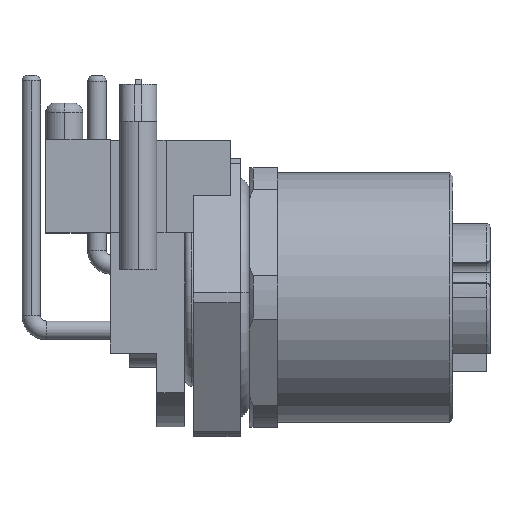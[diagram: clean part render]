
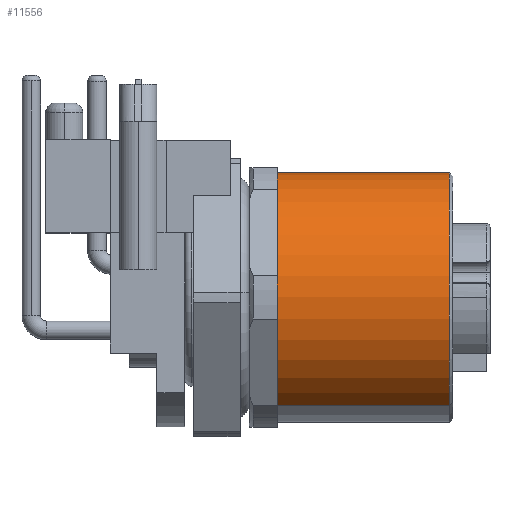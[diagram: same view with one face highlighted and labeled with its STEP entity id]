
A CAD part, top view. The second image highlights one B-rep face of the part: STEP entity #11556.
In plain terms, the highlighted cylindrical face has radius 6.75 mm (diameter 13.5 mm), a partial arc.
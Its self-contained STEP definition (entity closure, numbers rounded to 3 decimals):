
#306 = CARTESIAN_POINT ( 'NONE',  ( 0., 0., 0. ) ) ;
#371 = DIRECTION ( 'NONE',  ( -1., 0., 0. ) ) ;
#470 = DIRECTION ( 'NONE',  ( -1., 0., 0. ) ) ;
#776 = VECTOR ( 'NONE', #5032, 1000. ) ;
#910 = CARTESIAN_POINT ( 'NONE',  ( 1.5, 0., -6.75 ) ) ;
#986 = EDGE_CURVE ( 'NONE', #10774, #9239, #13771, .T. ) ;
#1555 = CARTESIAN_POINT ( 'NONE',  ( 0., 0., -6.75 ) ) ;
#1676 = CARTESIAN_POINT ( 'NONE',  ( 1.5, 0., 6.75 ) ) ;
#1829 = CARTESIAN_POINT ( 'NONE',  ( 1.5, 0., 0. ) ) ;
#2259 = DIRECTION ( 'NONE',  ( -1., 0., 0. ) ) ;
#2795 = CYLINDRICAL_SURFACE ( 'NONE', #8921, 6.75 ) ;
#3673 = CARTESIAN_POINT ( 'NONE',  ( 10.8, 0., 6.75 ) ) ;
#3872 = AXIS2_PLACEMENT_3D ( 'NONE', #14984, #2259, #4604 ) ;
#4604 = DIRECTION ( 'NONE',  ( 0., 0., 1. ) ) ;
#4740 = EDGE_CURVE ( 'NONE', #10774, #5627, #14784, .T. ) ;
#5032 = DIRECTION ( 'NONE',  ( -1., 0., 0. ) ) ;
#5257 = DIRECTION ( 'NONE',  ( -1., 0., 0. ) ) ;
#5627 = VERTEX_POINT ( 'NONE', #1676 ) ;
#5917 = CARTESIAN_POINT ( 'NONE',  ( 10.8, 0., -6.75 ) ) ;
#6233 = LINE ( 'NONE', #1555, #7316 ) ;
#7316 = VECTOR ( 'NONE', #470, 1000. ) ;
#8921 = AXIS2_PLACEMENT_3D ( 'NONE', #306, #371, #14347 ) ;
#9239 = VERTEX_POINT ( 'NONE', #5917 ) ;
#9426 = EDGE_CURVE ( 'NONE', #9239, #11971, #6233, .T. ) ;
#10774 = VERTEX_POINT ( 'NONE', #3673 ) ;
#10834 = ORIENTED_EDGE ( 'NONE', *, *, #12196, .F. ) ;
#11218 = DIRECTION ( 'NONE',  ( 0., 0., 1. ) ) ;
#11556 = ADVANCED_FACE ( 'NONE', ( #13101 ), #2795, .T. ) ;
#11971 = VERTEX_POINT ( 'NONE', #910 ) ;
#12196 = EDGE_CURVE ( 'NONE', #5627, #11971, #14961, .T. ) ;
#12811 = ORIENTED_EDGE ( 'NONE', *, *, #986, .T. ) ;
#13101 = FACE_OUTER_BOUND ( 'NONE', #14533, .T. ) ;
#13273 = ORIENTED_EDGE ( 'NONE', *, *, #9426, .T. ) ;
#13638 = CARTESIAN_POINT ( 'NONE',  ( 0., 0., 6.75 ) ) ;
#13771 = CIRCLE ( 'NONE', #3872, 6.75 ) ;
#14347 = DIRECTION ( 'NONE',  ( 0., 0., 1. ) ) ;
#14533 = EDGE_LOOP ( 'NONE', ( #12811, #13273, #10834, #14994 ) ) ;
#14708 = AXIS2_PLACEMENT_3D ( 'NONE', #1829, #5257, #11218 ) ;
#14784 = LINE ( 'NONE', #13638, #776 ) ;
#14961 = CIRCLE ( 'NONE', #14708, 6.75 ) ;
#14984 = CARTESIAN_POINT ( 'NONE',  ( 10.8, 0., 0. ) ) ;
#14994 = ORIENTED_EDGE ( 'NONE', *, *, #4740, .F. ) ;
